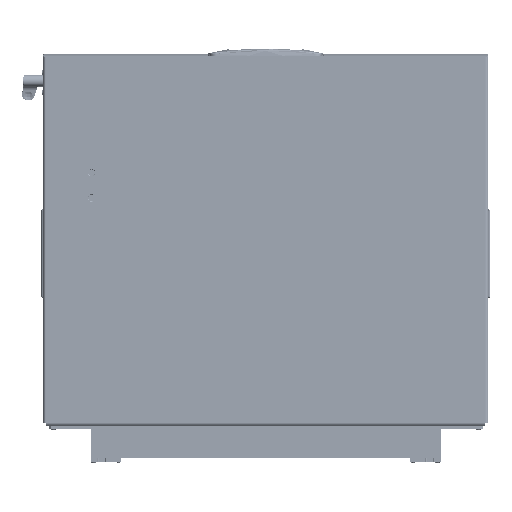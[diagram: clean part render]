
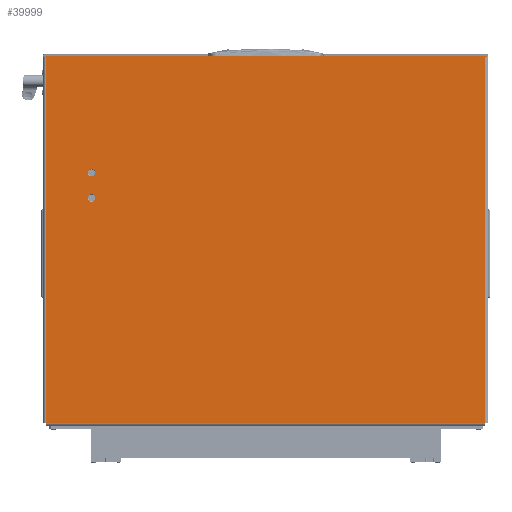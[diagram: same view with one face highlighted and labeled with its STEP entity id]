
A CAD part, front view. The second image highlights one B-rep face of the part: STEP entity #39999.
In plain terms, the highlighted face is planar.
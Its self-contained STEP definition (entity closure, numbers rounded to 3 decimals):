
#1646 = CARTESIAN_POINT ( 'NONE',  ( -2., -4., 0. ) ) ;
#2101 = VECTOR ( 'NONE', #120477, 1000. ) ;
#2224 = VECTOR ( 'NONE', #40315, 1000. ) ;
#2744 = CARTESIAN_POINT ( 'NONE',  ( 200.2, 545., 0. ) ) ;
#2753 = ORIENTED_EDGE ( 'NONE', *, *, #28042, .F. ) ;
#2936 = EDGE_LOOP ( 'NONE', ( #52895, #108843, #105173, #87456, #124498, #16865, #130102, #24534 ) ) ;
#4746 = CIRCLE ( 'NONE', #60979, 5.2 ) ;
#5681 = EDGE_CURVE ( 'NONE', #73857, #36241, #23354, .T. ) ;
#6193 = VECTOR ( 'NONE', #84407, 1000. ) ;
#6263 = LINE ( 'NONE', #41476, #32149 ) ;
#7404 = CIRCLE ( 'NONE', #122418, 5.2 ) ;
#7586 = VERTEX_POINT ( 'NONE', #108120 ) ;
#8593 = DIRECTION ( 'NONE',  ( 1., 0., 0. ) ) ;
#9292 = CIRCLE ( 'NONE', #127949, 5.2 ) ;
#9517 = DIRECTION ( 'NONE',  ( -1., 0., 0. ) ) ;
#10334 = CARTESIAN_POINT ( 'NONE',  ( 0., 0., 0. ) ) ;
#13856 = AXIS2_PLACEMENT_3D ( 'NONE', #104973, #42780, #115870 ) ;
#15139 = LINE ( 'NONE', #56939, #2101 ) ;
#15432 = FACE_OUTER_BOUND ( 'NONE', #2936, .T. ) ;
#15645 = ORIENTED_EDGE ( 'NONE', *, *, #21866, .F. ) ;
#16290 = LINE ( 'NONE', #46881, #97503 ) ;
#16865 = ORIENTED_EDGE ( 'NONE', *, *, #58335, .F. ) ;
#19117 = EDGE_CURVE ( 'NONE', #44160, #43106, #7404, .T. ) ;
#19212 = VECTOR ( 'NONE', #8593, 1000. ) ;
#20130 = CARTESIAN_POINT ( 'NONE',  ( 195., 545., 0. ) ) ;
#21866 = EDGE_CURVE ( 'NONE', #43106, #44160, #4746, .T. ) ;
#23354 = LINE ( 'NONE', #42080, #2224 ) ;
#24534 = ORIENTED_EDGE ( 'NONE', *, *, #59558, .F. ) ;
#24853 = VERTEX_POINT ( 'NONE', #26670 ) ;
#24893 = CARTESIAN_POINT ( 'NONE',  ( 195., 545., 0. ) ) ;
#25141 = CARTESIAN_POINT ( 'NONE',  ( 189.8, 545., 0. ) ) ;
#26670 = CARTESIAN_POINT ( 'NONE',  ( 154.8, 545., 0. ) ) ;
#28042 = EDGE_CURVE ( 'NONE', #24853, #7586, #76914, .T. ) ;
#28514 = CARTESIAN_POINT ( 'NONE',  ( 0., 0., 0. ) ) ;
#29588 = EDGE_CURVE ( 'NONE', #132944, #105598, #6263, .T. ) ;
#30314 = EDGE_CURVE ( 'NONE', #7586, #24853, #9292, .T. ) ;
#32149 = VECTOR ( 'NONE', #82384, 1000. ) ;
#32496 = CARTESIAN_POINT ( 'NONE',  ( -2., 610., 0. ) ) ;
#36037 = DIRECTION ( 'NONE',  ( -1., 0., 0. ) ) ;
#36241 = VERTEX_POINT ( 'NONE', #48268 ) ;
#36257 = VERTEX_POINT ( 'NONE', #82298 ) ;
#37526 = VERTEX_POINT ( 'NONE', #106411 ) ;
#39479 = DIRECTION ( 'NONE',  ( 0., 0., -1. ) ) ;
#39999 = ADVANCED_FACE ( 'NONE', ( #70641, #42998, #15432 ), #101682, .T. ) ;
#40315 = DIRECTION ( 'NONE',  ( 0., -1., 0. ) ) ;
#40760 = CARTESIAN_POINT ( 'NONE',  ( 0., -2., 0. ) ) ;
#41476 = CARTESIAN_POINT ( 'NONE',  ( 0., -4., 0. ) ) ;
#42008 = EDGE_CURVE ( 'NONE', #98287, #36257, #15139, .T. ) ;
#42080 = CARTESIAN_POINT ( 'NONE',  ( 506., 608., 0. ) ) ;
#42780 = DIRECTION ( 'NONE',  ( 0., 0., -1. ) ) ;
#42998 = FACE_BOUND ( 'NONE', #128366, .T. ) ;
#43106 = VERTEX_POINT ( 'NONE', #2744 ) ;
#44160 = VERTEX_POINT ( 'NONE', #25141 ) ;
#45633 = EDGE_CURVE ( 'NONE', #37526, #36257, #56788, .T. ) ;
#46147 = EDGE_LOOP ( 'NONE', ( #2753, #87852 ) ) ;
#46179 = CARTESIAN_POINT ( 'NONE',  ( 160., 545., 0. ) ) ;
#46881 = CARTESIAN_POINT ( 'NONE',  ( 0., 608., 0. ) ) ;
#48268 = CARTESIAN_POINT ( 'NONE',  ( 506., 0., 0. ) ) ;
#50361 = CARTESIAN_POINT ( 'NONE',  ( 0., 608., 0. ) ) ;
#52895 = ORIENTED_EDGE ( 'NONE', *, *, #29588, .F. ) ;
#56788 = LINE ( 'NONE', #104392, #6193 ) ;
#56939 = CARTESIAN_POINT ( 'NONE',  ( 0., 610., 0. ) ) ;
#57703 = DIRECTION ( 'NONE',  ( -1., 0., 0. ) ) ;
#58148 = CARTESIAN_POINT ( 'NONE',  ( 0., -2., 0. ) ) ;
#58335 = EDGE_CURVE ( 'NONE', #73857, #37526, #16290, .T. ) ;
#59558 = EDGE_CURVE ( 'NONE', #105598, #36241, #61322, .T. ) ;
#60979 = AXIS2_PLACEMENT_3D ( 'NONE', #20130, #110771, #57703 ) ;
#61322 = LINE ( 'NONE', #28514, #19212 ) ;
#62206 = EDGE_CURVE ( 'NONE', #132944, #111343, #106135, .T. ) ;
#70641 = FACE_BOUND ( 'NONE', #46147, .T. ) ;
#73857 = VERTEX_POINT ( 'NONE', #88466 ) ;
#76914 = CIRCLE ( 'NONE', #13856, 5.2 ) ;
#78581 = VECTOR ( 'NONE', #9517, 1000. ) ;
#82269 = LINE ( 'NONE', #1646, #101796 ) ;
#82298 = CARTESIAN_POINT ( 'NONE',  ( 0., 610., 0. ) ) ;
#82384 = DIRECTION ( 'NONE',  ( 0., 1., 0. ) ) ;
#84407 = DIRECTION ( 'NONE',  ( 0., 1., 0. ) ) ;
#86505 = DIRECTION ( 'NONE',  ( 0., 1., 0. ) ) ;
#87099 = DIRECTION ( 'NONE',  ( 0., 0., -1. ) ) ;
#87456 = ORIENTED_EDGE ( 'NONE', *, *, #42008, .T. ) ;
#87852 = ORIENTED_EDGE ( 'NONE', *, *, #30314, .F. ) ;
#88466 = CARTESIAN_POINT ( 'NONE',  ( 506., 608., 0. ) ) ;
#94309 = AXIS2_PLACEMENT_3D ( 'NONE', #50361, #39479, #113434 ) ;
#97503 = VECTOR ( 'NONE', #36037, 1000. ) ;
#98287 = VERTEX_POINT ( 'NONE', #32496 ) ;
#101682 = PLANE ( 'NONE',  #94309 ) ;
#101796 = VECTOR ( 'NONE', #86505, 1000. ) ;
#104392 = CARTESIAN_POINT ( 'NONE',  ( 0., -4., 0. ) ) ;
#104973 = CARTESIAN_POINT ( 'NONE',  ( 160., 545., 0. ) ) ;
#105173 = ORIENTED_EDGE ( 'NONE', *, *, #115622, .T. ) ;
#105598 = VERTEX_POINT ( 'NONE', #10334 ) ;
#106135 = LINE ( 'NONE', #40760, #78581 ) ;
#106411 = CARTESIAN_POINT ( 'NONE',  ( 0., 608., 0. ) ) ;
#106889 = ORIENTED_EDGE ( 'NONE', *, *, #19117, .F. ) ;
#107016 = DIRECTION ( 'NONE',  ( -1., 0., 0. ) ) ;
#107896 = DIRECTION ( 'NONE',  ( -1., 0., 0. ) ) ;
#108120 = CARTESIAN_POINT ( 'NONE',  ( 165.2, 545., 0. ) ) ;
#108332 = DIRECTION ( 'NONE',  ( 0., 0., -1. ) ) ;
#108843 = ORIENTED_EDGE ( 'NONE', *, *, #62206, .T. ) ;
#110771 = DIRECTION ( 'NONE',  ( 0., 0., -1. ) ) ;
#111343 = VERTEX_POINT ( 'NONE', #116006 ) ;
#113434 = DIRECTION ( 'NONE',  ( -1., 0., 0. ) ) ;
#115622 = EDGE_CURVE ( 'NONE', #111343, #98287, #82269, .T. ) ;
#115870 = DIRECTION ( 'NONE',  ( -1., 0., 0. ) ) ;
#116006 = CARTESIAN_POINT ( 'NONE',  ( -2., -2., 0. ) ) ;
#120477 = DIRECTION ( 'NONE',  ( 1., 0., 0. ) ) ;
#122418 = AXIS2_PLACEMENT_3D ( 'NONE', #24893, #87099, #107896 ) ;
#124498 = ORIENTED_EDGE ( 'NONE', *, *, #45633, .F. ) ;
#127949 = AXIS2_PLACEMENT_3D ( 'NONE', #46179, #108332, #107016 ) ;
#128366 = EDGE_LOOP ( 'NONE', ( #106889, #15645 ) ) ;
#130102 = ORIENTED_EDGE ( 'NONE', *, *, #5681, .T. ) ;
#132944 = VERTEX_POINT ( 'NONE', #58148 ) ;
